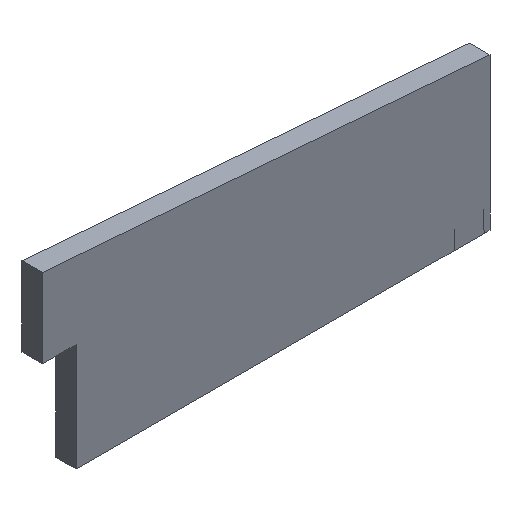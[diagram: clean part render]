
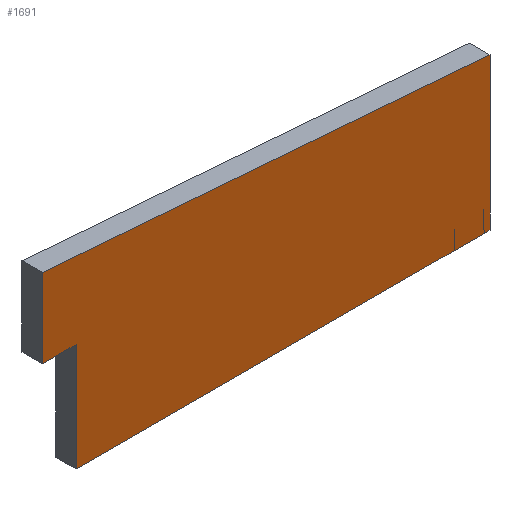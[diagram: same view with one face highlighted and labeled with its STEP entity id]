
A CAD part, isometric view. The second image highlights one B-rep face of the part: STEP entity #1691.
In plain terms, the highlighted planar face has unit normal (0, -1, 0).
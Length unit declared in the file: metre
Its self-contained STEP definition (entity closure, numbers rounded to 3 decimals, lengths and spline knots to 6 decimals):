
#97=FACE_OUTER_BOUND('',#179,.T.);
#179=EDGE_LOOP('',(#1520,#1521,#1522,#1523,#1524,#1525,#1526,#1527));
#181=LINE('',#2198,#419);
#256=LINE('',#2348,#494);
#408=LINE('',#2652,#646);
#410=LINE('',#2656,#648);
#412=LINE('',#2659,#650);
#413=LINE('',#2662,#651);
#415=LINE('',#2666,#653);
#417=LINE('',#2669,#655);
#419=VECTOR('',#1793,0.01);
#494=VECTOR('',#1872,0.01);
#646=VECTOR('',#2170,0.01);
#648=VECTOR('',#2174,0.01);
#650=VECTOR('',#2178,0.01);
#651=VECTOR('',#2181,0.01);
#653=VECTOR('',#2185,0.01);
#655=VECTOR('',#2189,0.01);
#656=VERTEX_POINT('',#2194);
#658=VERTEX_POINT('',#2197);
#731=VERTEX_POINT('',#2347);
#809=VERTEX_POINT('',#2649);
#810=VERTEX_POINT('',#2651);
#811=VERTEX_POINT('',#2655);
#812=VERTEX_POINT('',#2661);
#813=VERTEX_POINT('',#2665);
#815=EDGE_CURVE('',#658,#656,#181,.T.);
#890=EDGE_CURVE('',#731,#658,#256,.T.);
#1042=EDGE_CURVE('',#810,#809,#408,.T.);
#1044=EDGE_CURVE('',#811,#810,#410,.T.);
#1046=EDGE_CURVE('',#656,#811,#412,.T.);
#1047=EDGE_CURVE('',#812,#731,#413,.T.);
#1049=EDGE_CURVE('',#813,#812,#415,.T.);
#1051=EDGE_CURVE('',#809,#813,#417,.T.);
#1520=ORIENTED_EDGE('',*,*,#1051,.T.);
#1521=ORIENTED_EDGE('',*,*,#1049,.T.);
#1522=ORIENTED_EDGE('',*,*,#1047,.T.);
#1523=ORIENTED_EDGE('',*,*,#890,.T.);
#1524=ORIENTED_EDGE('',*,*,#815,.T.);
#1525=ORIENTED_EDGE('',*,*,#1046,.T.);
#1526=ORIENTED_EDGE('',*,*,#1044,.T.);
#1527=ORIENTED_EDGE('',*,*,#1042,.T.);
#1609=PLANE('',#1787);
#1691=ADVANCED_FACE('',(#97),#1609,.T.);
#1787=AXIS2_PLACEMENT_3D('',#2670,#2190,#2191);
#1793=DIRECTION('',(1.,0.,0.));
#1872=DIRECTION('',(1.,0.,0.));
#2170=DIRECTION('',(-0.997,0.,0.079));
#2174=DIRECTION('',(0.,0.,1.));
#2178=DIRECTION('',(1.,0.,0.));
#2181=DIRECTION('',(0.,0.,-1.));
#2185=DIRECTION('',(1.,0.,0.));
#2189=DIRECTION('',(0.,0.,-1.));
#2190=DIRECTION('center_axis',(0.,-1.,0.));
#2191=DIRECTION('ref_axis',(0.,0.,-1.));
#2194=CARTESIAN_POINT('',(4.2,-0.2,-0.2));
#2197=CARTESIAN_POINT('',(3.2,-0.2,-0.2));
#2198=CARTESIAN_POINT('',(4.2,-0.2,-0.2));
#2347=CARTESIAN_POINT('',(-9.8,-0.2,-0.2));
#2348=CARTESIAN_POINT('',(4.2,-0.2,-0.2));
#2649=CARTESIAN_POINT('',(-10.956719,-0.2,6.216383));
#2651=CARTESIAN_POINT('',(4.4,-0.2,5.006042));
#2652=CARTESIAN_POINT('',(-10.956719,-0.2,6.216383));
#2655=CARTESIAN_POINT('',(4.4,-0.2,-0.2));
#2656=CARTESIAN_POINT('',(4.4,-0.2,5.006042));
#2659=CARTESIAN_POINT('',(4.2,-0.2,-0.2));
#2661=CARTESIAN_POINT('',(-9.8,-0.2,3.5));
#2662=CARTESIAN_POINT('',(-9.8,-0.2,-0.2));
#2665=CARTESIAN_POINT('',(-10.956719,-0.2,3.5));
#2666=CARTESIAN_POINT('',(-10.956719,-0.2,3.5));
#2669=CARTESIAN_POINT('',(-10.956719,-0.2,3.5));
#2670=CARTESIAN_POINT('Origin',(-3.278359,-0.2,3.008192));
